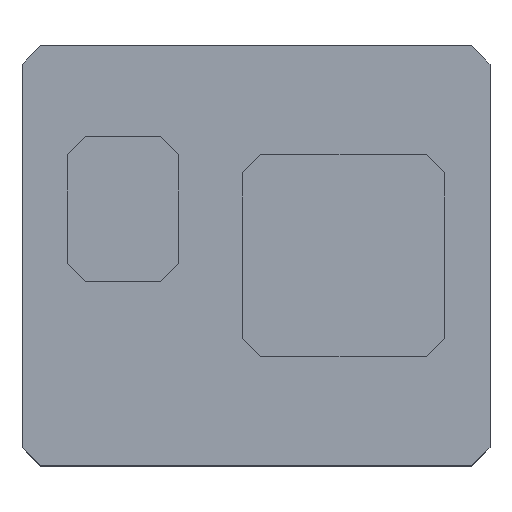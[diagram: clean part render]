
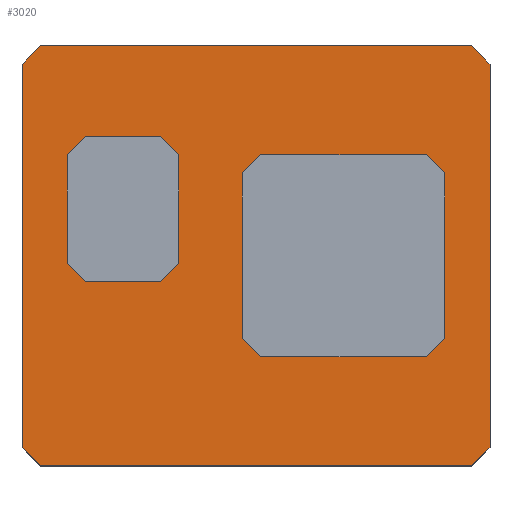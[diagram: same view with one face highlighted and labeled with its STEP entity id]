
A CAD part, top view. The second image highlights one B-rep face of the part: STEP entity #3020.
In plain terms, the highlighted planar face has unit normal (0, 0, 1).
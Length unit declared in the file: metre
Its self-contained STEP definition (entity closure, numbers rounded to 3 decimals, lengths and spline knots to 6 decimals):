
#536=ORIENTED_EDGE('',*,*,#1168,.F.);
#537=ORIENTED_EDGE('',*,*,#1169,.T.);
#538=ORIENTED_EDGE('',*,*,#1170,.T.);
#539=ORIENTED_EDGE('',*,*,#1171,.T.);
#540=ORIENTED_EDGE('',*,*,#1172,.T.);
#541=ORIENTED_EDGE('',*,*,#1173,.T.);
#542=ORIENTED_EDGE('',*,*,#1174,.F.);
#543=ORIENTED_EDGE('',*,*,#1175,.T.);
#544=ORIENTED_EDGE('',*,*,#1176,.F.);
#545=ORIENTED_EDGE('',*,*,#1177,.T.);
#546=ORIENTED_EDGE('',*,*,#1178,.T.);
#547=ORIENTED_EDGE('',*,*,#1179,.T.);
#548=ORIENTED_EDGE('',*,*,#1180,.T.);
#549=ORIENTED_EDGE('',*,*,#1181,.T.);
#550=ORIENTED_EDGE('',*,*,#1182,.F.);
#551=ORIENTED_EDGE('',*,*,#1183,.T.);
#552=ORIENTED_EDGE('',*,*,#1166,.F.);
#553=ORIENTED_EDGE('',*,*,#1184,.T.);
#554=ORIENTED_EDGE('',*,*,#1152,.F.);
#555=ORIENTED_EDGE('',*,*,#1185,.T.);
#556=ORIENTED_EDGE('',*,*,#1156,.T.);
#557=ORIENTED_EDGE('',*,*,#1186,.T.);
#558=ORIENTED_EDGE('',*,*,#1163,.F.);
#559=ORIENTED_EDGE('',*,*,#1187,.T.);
#1152=EDGE_CURVE('',#1499,#1500,#1844,.T.);
#1156=EDGE_CURVE('',#1502,#1501,#1848,.T.);
#1163=EDGE_CURVE('',#1503,#1504,#1855,.T.);
#1166=EDGE_CURVE('',#1505,#1506,#1858,.T.);
#1168=EDGE_CURVE('',#1507,#1508,#1860,.T.);
#1169=EDGE_CURVE('',#1507,#1509,#1861,.T.);
#1170=EDGE_CURVE('',#1509,#1510,#1862,.T.);
#1171=EDGE_CURVE('',#1510,#1511,#1863,.T.);
#1172=EDGE_CURVE('',#1511,#1512,#1864,.T.);
#1173=EDGE_CURVE('',#1512,#1513,#1865,.F.);
#1174=EDGE_CURVE('',#1514,#1513,#1866,.T.);
#1175=EDGE_CURVE('',#1514,#1508,#1867,.F.);
#1176=EDGE_CURVE('',#1515,#1516,#1868,.T.);
#1177=EDGE_CURVE('',#1515,#1517,#1869,.T.);
#1178=EDGE_CURVE('',#1517,#1518,#1870,.T.);
#1179=EDGE_CURVE('',#1518,#1519,#1871,.F.);
#1180=EDGE_CURVE('',#1519,#1520,#1872,.T.);
#1181=EDGE_CURVE('',#1520,#1521,#1873,.T.);
#1182=EDGE_CURVE('',#1522,#1521,#1874,.T.);
#1183=EDGE_CURVE('',#1522,#1516,#1875,.F.);
#1184=EDGE_CURVE('',#1505,#1500,#1876,.F.);
#1185=EDGE_CURVE('',#1499,#1502,#1877,.T.);
#1186=EDGE_CURVE('',#1501,#1504,#1878,.T.);
#1187=EDGE_CURVE('',#1503,#1506,#1879,.F.);
#1499=VERTEX_POINT('',#4664);
#1500=VERTEX_POINT('',#4665);
#1501=VERTEX_POINT('',#4670);
#1502=VERTEX_POINT('',#4672);
#1503=VERTEX_POINT('',#4680);
#1504=VERTEX_POINT('',#4682);
#1505=VERTEX_POINT('',#4686);
#1506=VERTEX_POINT('',#4688);
#1507=VERTEX_POINT('',#4692);
#1508=VERTEX_POINT('',#4693);
#1509=VERTEX_POINT('',#4695);
#1510=VERTEX_POINT('',#4697);
#1511=VERTEX_POINT('',#4699);
#1512=VERTEX_POINT('',#4701);
#1513=VERTEX_POINT('',#4703);
#1514=VERTEX_POINT('',#4705);
#1515=VERTEX_POINT('',#4708);
#1516=VERTEX_POINT('',#4709);
#1517=VERTEX_POINT('',#4711);
#1518=VERTEX_POINT('',#4713);
#1519=VERTEX_POINT('',#4715);
#1520=VERTEX_POINT('',#4717);
#1521=VERTEX_POINT('',#4719);
#1522=VERTEX_POINT('',#4721);
#1844=LINE('',#4663,#2270);
#1848=LINE('',#4671,#2274);
#1855=LINE('',#4681,#2281);
#1858=LINE('',#4687,#2284);
#1860=LINE('',#4691,#2286);
#1861=LINE('',#4694,#2287);
#1862=LINE('',#4696,#2288);
#1863=LINE('',#4698,#2289);
#1864=LINE('',#4700,#2290);
#1865=LINE('',#4702,#2291);
#1866=LINE('',#4704,#2292);
#1867=LINE('',#4706,#2293);
#1868=LINE('',#4707,#2294);
#1869=LINE('',#4710,#2295);
#1870=LINE('',#4712,#2296);
#1871=LINE('',#4714,#2297);
#1872=LINE('',#4716,#2298);
#1873=LINE('',#4718,#2299);
#1874=LINE('',#4720,#2300);
#1875=LINE('',#4722,#2301);
#1876=LINE('',#4723,#2302);
#1877=LINE('',#4724,#2303);
#1878=LINE('',#4725,#2304);
#1879=LINE('',#4726,#2305);
#2270=VECTOR('',#3784,1.);
#2274=VECTOR('',#3790,1.);
#2281=VECTOR('',#3799,1.);
#2284=VECTOR('',#3804,1.);
#2286=VECTOR('',#3808,1.);
#2287=VECTOR('',#3809,1.);
#2288=VECTOR('',#3810,1.);
#2289=VECTOR('',#3811,1.);
#2290=VECTOR('',#3812,1.);
#2291=VECTOR('',#3813,1.);
#2292=VECTOR('',#3814,1.);
#2293=VECTOR('',#3815,1.);
#2294=VECTOR('',#3816,1.);
#2295=VECTOR('',#3817,1.);
#2296=VECTOR('',#3818,1.);
#2297=VECTOR('',#3819,1.);
#2298=VECTOR('',#3820,1.);
#2299=VECTOR('',#3821,1.);
#2300=VECTOR('',#3822,1.);
#2301=VECTOR('',#3823,1.);
#2302=VECTOR('',#3824,1.);
#2303=VECTOR('',#3825,1.);
#2304=VECTOR('',#3826,1.);
#2305=VECTOR('',#3827,1.);
#2510=EDGE_LOOP('',(#536,#537,#538,#539,#540,#541,#542,#543));
#2511=EDGE_LOOP('',(#544,#545,#546,#547,#548,#549,#550,#551));
#2512=EDGE_LOOP('',(#552,#553,#554,#555,#556,#557,#558,#559));
#2682=FACE_BOUND('',#2510,.T.);
#2683=FACE_BOUND('',#2511,.T.);
#2684=FACE_BOUND('',#2512,.T.);
#2852=PLANE('',#3239);
#3020=ADVANCED_FACE('',(#2682,#2683,#2684),#2852,.T.);
#3239=AXIS2_PLACEMENT_3D('',#4690,#3806,#3807);
#3784=DIRECTION('',(0.,1.,0.));
#3790=DIRECTION('',(1.,0.,0.));
#3799=DIRECTION('',(0.,-1.,0.));
#3804=DIRECTION('',(1.,0.,0.));
#3806=DIRECTION('',(0.,0.,1.));
#3807=DIRECTION('',(1.,0.,0.));
#3808=DIRECTION('',(0.,-1.,0.));
#3809=DIRECTION('',(0.707,0.707,0.));
#3810=DIRECTION('',(1.,0.,0.));
#3811=DIRECTION('',(0.707,-0.707,0.));
#3812=DIRECTION('',(0.,-1.,0.));
#3813=DIRECTION('',(0.707,0.707,0.));
#3814=DIRECTION('',(1.,0.,0.));
#3815=DIRECTION('',(0.707,-0.707,0.));
#3816=DIRECTION('',(0.,-1.,0.));
#3817=DIRECTION('',(0.707,0.707,0.));
#3818=DIRECTION('',(1.,0.,0.));
#3819=DIRECTION('',(-0.707,0.707,0.));
#3820=DIRECTION('',(0.,-1.,0.));
#3821=DIRECTION('',(-0.707,-0.707,0.));
#3822=DIRECTION('',(1.,0.,0.));
#3823=DIRECTION('',(0.707,-0.707,0.));
#3824=DIRECTION('',(0.707,0.707,0.));
#3825=DIRECTION('',(0.707,-0.707,0.));
#3826=DIRECTION('',(0.707,0.707,0.));
#3827=DIRECTION('',(0.707,-0.707,0.));
#4663=CARTESIAN_POINT('',(-0.01115,0.,0.016));
#4664=CARTESIAN_POINT('',(-0.01115,-0.02115,0.016));
#4665=CARTESIAN_POINT('',(-0.01115,0.02115,0.016));
#4670=CARTESIAN_POINT('',(0.03845,-0.02315,0.016));
#4671=CARTESIAN_POINT('',(0.035475,-0.02315,0.016));
#4672=CARTESIAN_POINT('',(-0.00915,-0.02315,0.016));
#4680=CARTESIAN_POINT('',(0.04045,0.02115,0.016));
#4681=CARTESIAN_POINT('',(0.04045,0.,0.016));
#4682=CARTESIAN_POINT('',(0.04045,-0.02115,0.016));
#4686=CARTESIAN_POINT('',(-0.00915,0.02315,0.016));
#4687=CARTESIAN_POINT('',(0.0258,0.02315,0.016));
#4688=CARTESIAN_POINT('',(0.03845,0.02315,0.016));
#4690=CARTESIAN_POINT('',(0.01465,0.,0.016));
#4691=CARTESIAN_POINT('',(0.01315,0.,0.016));
#4692=CARTESIAN_POINT('',(0.01315,0.00915,0.016));
#4693=CARTESIAN_POINT('',(0.01315,-0.00915,0.016));
#4694=CARTESIAN_POINT('',(0.01315,0.00915,0.016));
#4695=CARTESIAN_POINT('',(0.01515,0.01115,0.016));
#4696=CARTESIAN_POINT('',(0.0243,0.01115,0.016));
#4697=CARTESIAN_POINT('',(0.03345,0.01115,0.016));
#4698=CARTESIAN_POINT('',(0.03345,0.01115,0.016));
#4699=CARTESIAN_POINT('',(0.03545,0.00915,0.016));
#4700=CARTESIAN_POINT('',(0.03545,0.,0.016));
#4701=CARTESIAN_POINT('',(0.03545,-0.00915,0.016));
#4702=CARTESIAN_POINT('',(0.03545,-0.00915,0.016));
#4703=CARTESIAN_POINT('',(0.03345,-0.01115,0.016));
#4704=CARTESIAN_POINT('',(0.0243,-0.01115,0.016));
#4705=CARTESIAN_POINT('',(0.01515,-0.01115,0.016));
#4706=CARTESIAN_POINT('',(0.01515,-0.01115,0.016));
#4707=CARTESIAN_POINT('',(-0.00615,0.00515,0.016));
#4708=CARTESIAN_POINT('',(-0.00615,0.01115,0.016));
#4709=CARTESIAN_POINT('',(-0.00615,-0.00085,0.016));
#4710=CARTESIAN_POINT('',(-0.00615,0.01115,0.016));
#4711=CARTESIAN_POINT('',(-0.00415,0.01315,0.016));
#4712=CARTESIAN_POINT('',(0.,0.01315,0.016));
#4713=CARTESIAN_POINT('',(0.00415,0.01315,0.016));
#4714=CARTESIAN_POINT('',(0.00415,0.01315,0.016));
#4715=CARTESIAN_POINT('',(0.00615,0.01115,0.016));
#4716=CARTESIAN_POINT('',(0.00615,0.00515,0.016));
#4717=CARTESIAN_POINT('',(0.00615,-0.00085,0.016));
#4718=CARTESIAN_POINT('',(0.00615,-0.00085,0.016));
#4719=CARTESIAN_POINT('',(0.00415,-0.00285,0.016));
#4720=CARTESIAN_POINT('',(0.,-0.00285,0.016));
#4721=CARTESIAN_POINT('',(-0.00415,-0.00285,0.016));
#4722=CARTESIAN_POINT('',(-0.00415,-0.00285,0.016));
#4723=CARTESIAN_POINT('',(-0.008825,0.023475,0.016));
#4724=CARTESIAN_POINT('',(-0.008825,-0.023475,0.016));
#4725=CARTESIAN_POINT('',(0.038125,-0.023475,0.016));
#4726=CARTESIAN_POINT('',(0.038125,0.023475,0.016));
